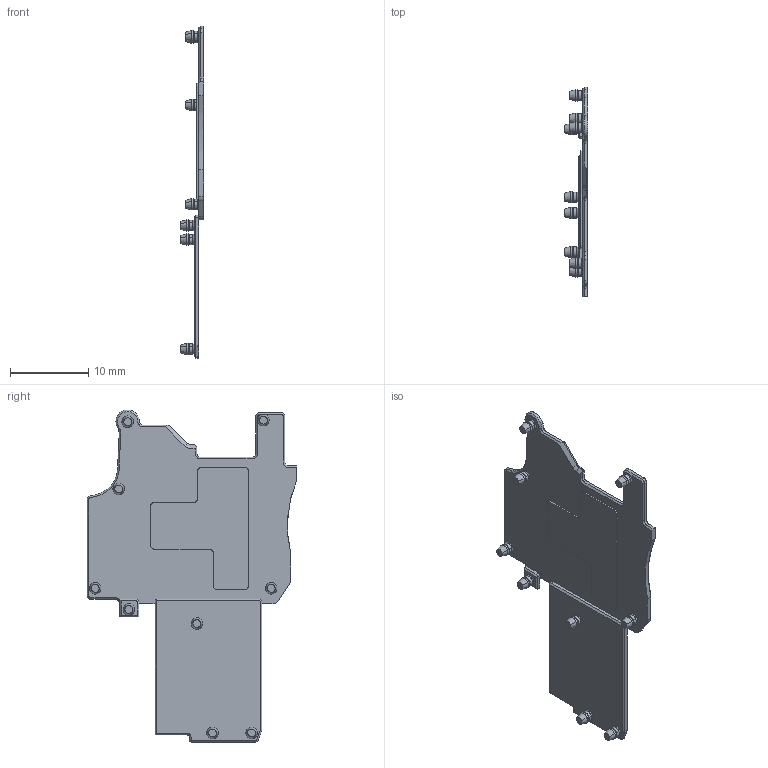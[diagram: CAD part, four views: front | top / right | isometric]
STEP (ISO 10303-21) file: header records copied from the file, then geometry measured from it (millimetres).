
FILE_DESCRIPTION(('CATIA V5 STEP Exchange','CAx-IF Rec.Pracs.--- Model Styling and Organization---1.4--- 2014-01-23'),'2;1');
FILE_NAME ('1235798-1_0', '2021-01-29T08:07:28+00:00', ('none'), ('Weidmueller'), 'CATIA Version 5-6 Release 2016 SP3 HF44', 'CATIA V5 STEP AP214', 'none');
FILE_SCHEMA(('AUTOMOTIVE_DESIGN { 1 0 10303 214 1 1 1 1 }'));
Length unit declared in the file: millimetre
Products named in the file (1): 2762380000
Bounding box: 2.95 x 26.85 x 42.45 mm (x, y, z)
Volume: 516.4 mm3; surface area: 1698.7 mm2
Topology: 1 solids, 1 shells, 246 faces, 588 edges, 354 vertices
Faces by surface type: plane 77, cone 76, cylinder 70, extrusion 23
Entity records: 7050 total; most frequent: CARTESIAN_POINT 1891, ORIENTED_EDGE 1176, DIRECTION 810, EDGE_CURVE 588, VECTOR 354, VERTEX_POINT 354, LINE 331, AXIS2_PLACEMENT_3D 291
